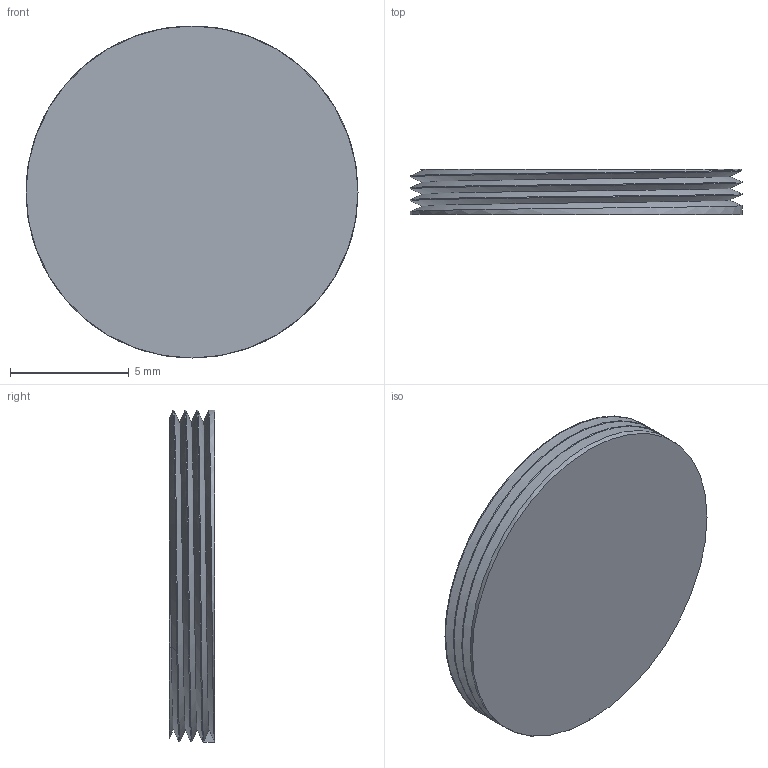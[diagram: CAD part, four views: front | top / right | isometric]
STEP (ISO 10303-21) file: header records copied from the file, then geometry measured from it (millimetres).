
FILE_DESCRIPTION((''),'2;1');
FILE_NAME('PENDANT_BACK_04','2011-08-29T',('Mike'),(''),'PRO/ENGINEER BY PARAMETRIC TECHNOLOGY CORPORATION, 2007170','PRO/ENGINEER BY PARAMETRIC TECHNOLOGY CORPORATION, 2007170','');
FILE_SCHEMA(('CONFIG_CONTROL_DESIGN'));
Length unit declared in the file: inch
Products named in the file (1): PENDANT_BACK_04
Bounding box: 13.97 x 1.9 x 13.97 mm (x, y, z)
Volume: 262.9 mm3; surface area: 487.2 mm2
Topology: 1 solids, 1 shells, 17 faces, 39 edges, 25 vertices
Faces by surface type: cylinder 8, plane 5, bspline 4
Entity records: 1587 total; most frequent: CARTESIAN_POINT 1204, ORIENTED_EDGE 78, DIRECTION 51, EDGE_CURVE 39, VERTEX_POINT 25, B_SPLINE_CURVE_WITH_KNOTS 19, AXIS2_PLACEMENT_3D 18, EDGE_LOOP 18
